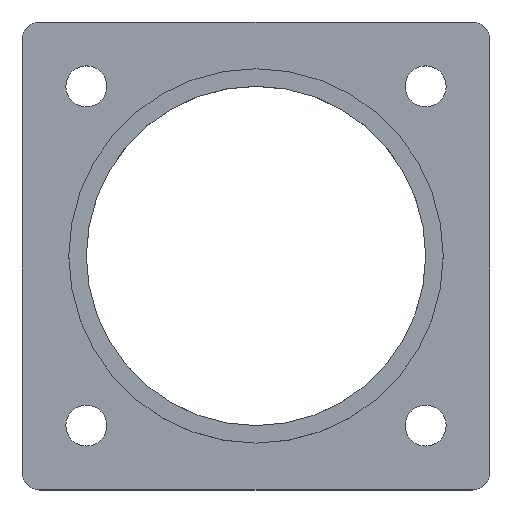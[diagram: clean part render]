
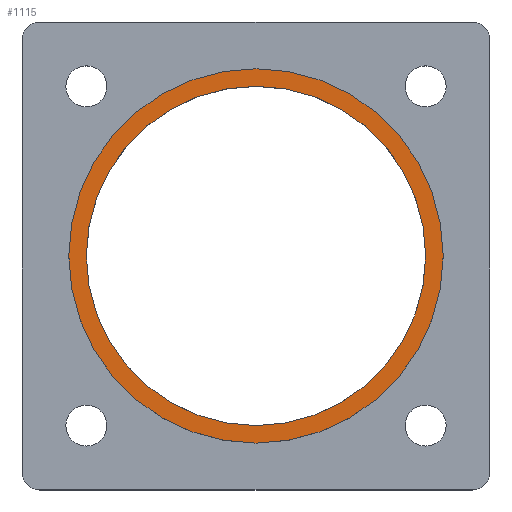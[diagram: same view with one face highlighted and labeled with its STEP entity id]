
A CAD part, top view. The second image highlights one B-rep face of the part: STEP entity #1115.
In plain terms, the highlighted planar face has unit normal (0, 0, 1).
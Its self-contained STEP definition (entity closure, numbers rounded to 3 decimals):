
#5 = AXIS2_PLACEMENT_3D ( 'NONE', #1008, #973, #1167 ) ;
#23 = CIRCLE ( 'NONE', #555, 29. ) ;
#32 = EDGE_CURVE ( 'NONE', #411, #921, #274, .T. ) ;
#77 = FACE_OUTER_BOUND ( 'NONE', #611, .T. ) ;
#95 = DIRECTION ( 'NONE',  ( 1., 0., 0. ) ) ;
#138 = VERTEX_POINT ( 'NONE', #528 ) ;
#205 = ORIENTED_EDGE ( 'NONE', *, *, #1234, .T. ) ;
#215 = AXIS2_PLACEMENT_3D ( 'NONE', #1197, #840, #1244 ) ;
#249 = AXIS2_PLACEMENT_3D ( 'NONE', #991, #957, #95 ) ;
#253 = CIRCLE ( 'NONE', #249, 32. ) ;
#274 = CIRCLE ( 'NONE', #215, 29. ) ;
#281 = EDGE_CURVE ( 'NONE', #138, #443, #567, .T. ) ;
#371 = ORIENTED_EDGE ( 'NONE', *, *, #529, .F. ) ;
#411 = VERTEX_POINT ( 'NONE', #860 ) ;
#443 = VERTEX_POINT ( 'NONE', #573 ) ;
#455 = PLANE ( 'NONE',  #5 ) ;
#528 = CARTESIAN_POINT ( 'NONE',  ( -32., 0., 10. ) ) ;
#529 = EDGE_CURVE ( 'NONE', #443, #138, #253, .T. ) ;
#555 = AXIS2_PLACEMENT_3D ( 'NONE', #1030, #896, #932 ) ;
#567 = CIRCLE ( 'NONE', #1121, 32. ) ;
#573 = CARTESIAN_POINT ( 'NONE',  ( 32., 0., 10. ) ) ;
#593 = EDGE_LOOP ( 'NONE', ( #1010, #205 ) ) ;
#611 = EDGE_LOOP ( 'NONE', ( #371, #1195 ) ) ;
#758 = FACE_BOUND ( 'NONE', #593, .T. ) ;
#840 = DIRECTION ( 'NONE',  ( 0., 0., -1. ) ) ;
#842 = DIRECTION ( 'NONE',  ( 1., 0., 0. ) ) ;
#844 = CARTESIAN_POINT ( 'NONE',  ( 29., 0., 10. ) ) ;
#860 = CARTESIAN_POINT ( 'NONE',  ( -29., 0., 10. ) ) ;
#896 = DIRECTION ( 'NONE',  ( 0., 0., -1. ) ) ;
#921 = VERTEX_POINT ( 'NONE', #844 ) ;
#932 = DIRECTION ( 'NONE',  ( -1., 0., 0. ) ) ;
#957 = DIRECTION ( 'NONE',  ( 0., 0., -1. ) ) ;
#973 = DIRECTION ( 'NONE',  ( 0., 0., 1. ) ) ;
#991 = CARTESIAN_POINT ( 'NONE',  ( 0., 0., 10. ) ) ;
#1008 = CARTESIAN_POINT ( 'NONE',  ( 0., 0., 10. ) ) ;
#1010 = ORIENTED_EDGE ( 'NONE', *, *, #32, .T. ) ;
#1030 = CARTESIAN_POINT ( 'NONE',  ( 0., 0., 10. ) ) ;
#1045 = CARTESIAN_POINT ( 'NONE',  ( 0., 0., 10. ) ) ;
#1073 = DIRECTION ( 'NONE',  ( 0., 0., -1. ) ) ;
#1115 = ADVANCED_FACE ( 'NONE', ( #758, #77 ), #455, .T. ) ;
#1121 = AXIS2_PLACEMENT_3D ( 'NONE', #1045, #1073, #842 ) ;
#1167 = DIRECTION ( 'NONE',  ( 1., 0., 0. ) ) ;
#1195 = ORIENTED_EDGE ( 'NONE', *, *, #281, .F. ) ;
#1197 = CARTESIAN_POINT ( 'NONE',  ( 0., 0., 10. ) ) ;
#1234 = EDGE_CURVE ( 'NONE', #921, #411, #23, .T. ) ;
#1244 = DIRECTION ( 'NONE',  ( -1., 0., 0. ) ) ;
